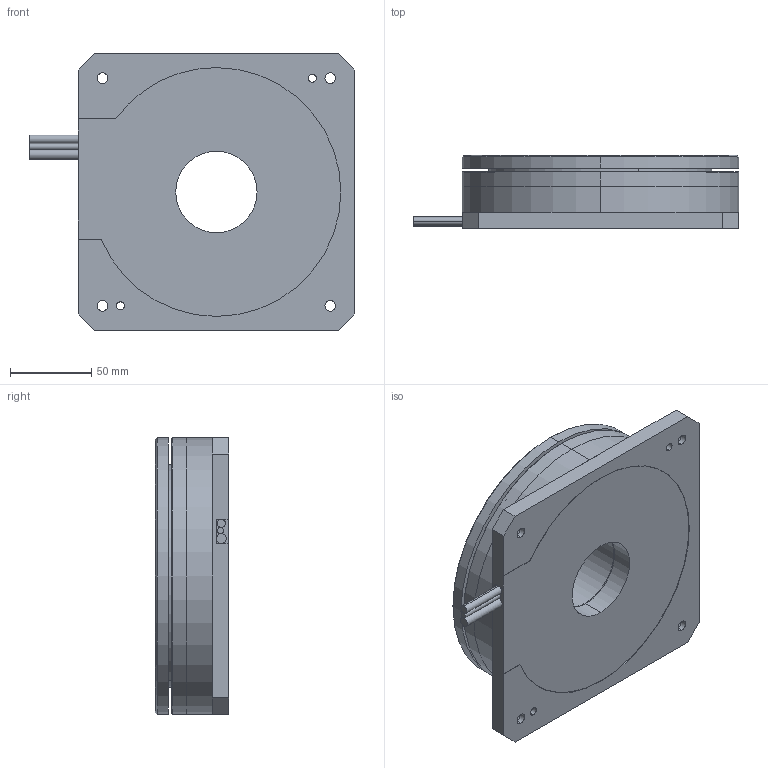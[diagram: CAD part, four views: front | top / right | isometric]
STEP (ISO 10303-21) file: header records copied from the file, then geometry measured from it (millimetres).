
FILE_DESCRIPTION (( 'STEP AP214' ), '1' );
FILE_NAME ('FMSR170D.STEP', '2021-07-21T12:37:53', ( '' ), ( '' ), 'SwSTEP 2.0', 'SolidWorks 2017', '' );
FILE_SCHEMA (( 'AUTOMOTIVE_DESIGN' ));
Length unit declared in the file: millimetre
Products named in the file (1): FMSR170D
Bounding box: 200 x 45 x 170 mm (x, y, z)
Volume: 943778.9 mm3; surface area: 195235.7 mm2
Topology: 4 solids, 4 shells, 526 faces, 1248 edges, 792 vertices
Faces by surface type: cylinder 235, plane 207, cone 84
Entity records: 21147 total; most frequent: DIRECTION 2818, CARTESIAN_POINT 2547, ORIENTED_EDGE 2456, EDGE_CURVE 1228, AXIS2_PLACEMENT_3D 1063, VERTEX_POINT 792, EDGE_LOOP 704, VECTOR 692
